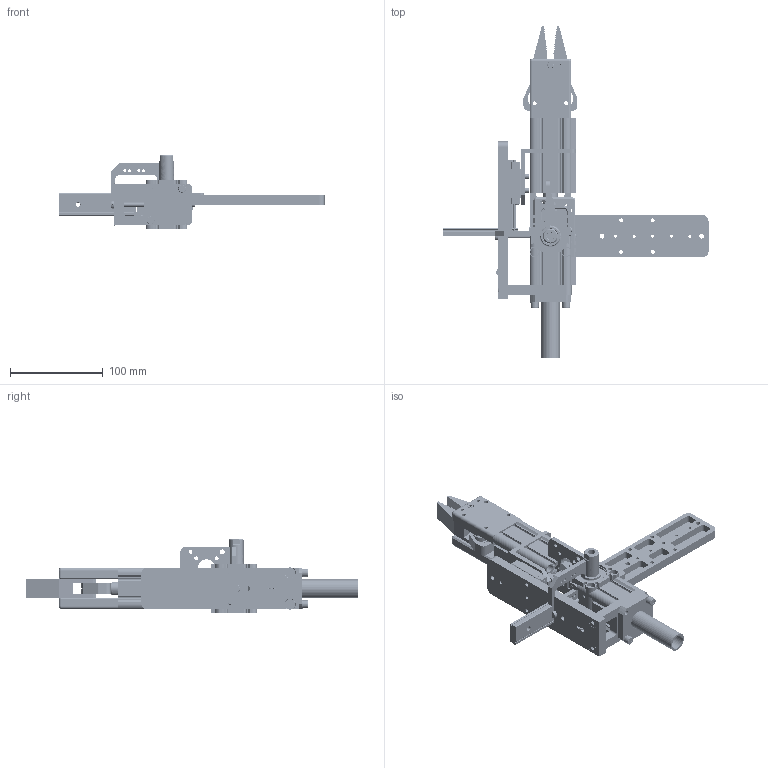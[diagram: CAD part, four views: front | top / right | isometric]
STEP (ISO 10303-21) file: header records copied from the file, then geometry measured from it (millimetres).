
FILE_DESCRIPTION( ( 'STEP AP214' ), '1' );
FILE_NAME( 'CA.GZ.32201020.stp', '2016-12-22T09:39:55', ( ' ' ), ( ' ' ), 'XStep 1.0', ' ', ' ' );
FILE_SCHEMA( ( 'CONFIG_CONTROL_DESIGN) ( )' ) );
Length unit declared in the file: metre
Products named in the file (46): Assem1; Assem2; Assem3; Assem4; Assem5; Assem6; Assem7; CQ2B32TF-10DZ.step_CQ2Tube_32B; CQ2B32TF-10DZ.step_CQ22031Rods_32; CQ2B32TF-10DZ.step_CQ2 SnapRing_32; MGW12C; CDQ2B32TF-20DZ.step_CQ2Tube_32B; CDQ2B32TF-20DZ.step_CQ22031Rods_32; CDQ2B32TF-20DZ.step_CQ2 SnapRing_32; CDQ2B32TF-10DZ.step_CQ2Tube_32B; CDQ2B32TF-10DZ.step_CQ22031Rods_32; CDQ2B32TF-10DZ.step_CQ2 SnapRing_32; GZ.3225.01; GZ.3225.02; GZ.3225.03; GZ.3225.04; GZ.3225.05; R.4.SCH; V-tcei M  4 x 40; R.8.SCH; SPFF.8X36; CUS.626Z; SPE6X18; R.5.SCH; V-tcei M  5 x 40; GZ.32201025.01; V-tcei M  5 x 85; V.STM8X20; V.STM8X26; R.8.LARGA; V-tcei M  5 x 55; GZ.32201025.04; GZ.32201025.02; R.3.SCH; V-tcei M  3 x 10 ...
Bounding box: 285 x 356.96 x 80 mm (x, y, z)
Volume: 1353672.3 mm3; surface area: 737964.4 mm2
Topology: 157 solids, 175 shells, 9331 faces, 26826 edges, 18107 vertices
Faces by surface type: plane 7641, cylinder 1252, cone 313, torus 108, sphere 12, bspline 5
Full cylindrical faces by diameter (mm): 1 x4, 2.5 x40, 3 x9, 3.1 x24, 3.242 x18, 3.5 x9, 4 x8, 4.134 x95, 4.2 x6, 4.3 x3, 4.5 x9, 4.917 x6, 5 x23, 5.2 x21, 5.3 x24, 5.4 x5, 5.5 x57, 6 x17, 6.3 x10, 6.5 x6, 6.917 x3, 7 x11, 7.9 x24, 8 x44, 8.05 x5, 8.3 x3, 8.5 x18, 8.566 x8, 8.6 x3, 9 x111
Entity records: 51291 total; most frequent: CARTESIAN_POINT 8992, DIRECTION 8828, ORIENTED_EDGE 8166, EDGE_CURVE 4083, AXIS2_PLACEMENT_3D 3074, VERTEX_POINT 2902, LINE 2680, VECTOR 2680
